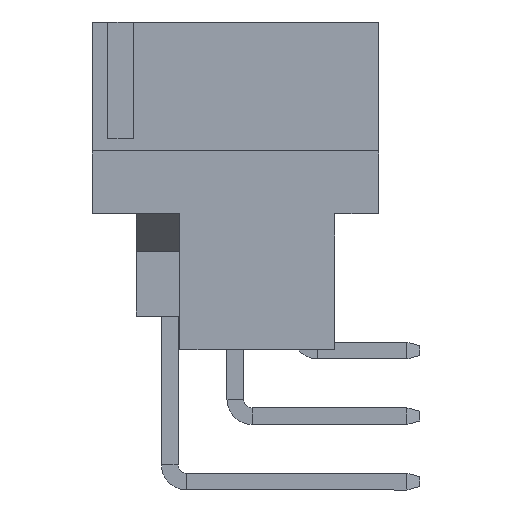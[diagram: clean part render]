
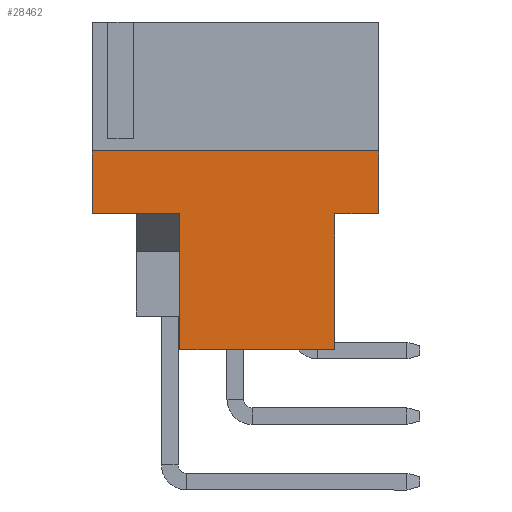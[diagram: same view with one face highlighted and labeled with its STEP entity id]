
A CAD part, left-side view. The second image highlights one B-rep face of the part: STEP entity #28462.
In plain terms, the highlighted face is planar.
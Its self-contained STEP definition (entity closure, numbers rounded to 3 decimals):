
#372 = VECTOR ( 'NONE', #28990, 1000. ) ;
#692 = CARTESIAN_POINT ( 'NONE',  ( 27., -1.7, -1.47 ) ) ;
#1058 = VERTEX_POINT ( 'NONE', #16535 ) ;
#1392 = ORIENTED_EDGE ( 'NONE', *, *, #8014, .F. ) ;
#1425 = EDGE_CURVE ( 'NONE', #32309, #9946, #21411, .T. ) ;
#1559 = VECTOR ( 'NONE', #29351, 1000. ) ;
#1964 = DIRECTION ( 'NONE',  ( -1., 0., 0. ) ) ;
#2206 = ORIENTED_EDGE ( 'NONE', *, *, #27534, .F. ) ;
#2607 = CARTESIAN_POINT ( 'NONE',  ( 27., 9.4, -1.47 ) ) ;
#2876 = CARTESIAN_POINT ( 'NONE',  ( 27., 6., 3.79 ) ) ;
#3887 = VECTOR ( 'NONE', #16982, 1000. ) ;
#4690 = VECTOR ( 'NONE', #13729, 1000. ) ;
#5197 = VECTOR ( 'NONE', #22710, 1000. ) ;
#6013 = EDGE_CURVE ( 'NONE', #7747, #1058, #25487, .T. ) ;
#7153 = AXIS2_PLACEMENT_3D ( 'NONE', #10213, #1964, #13411 ) ;
#7264 = PLANE ( 'NONE',  #7153 ) ;
#7747 = VERTEX_POINT ( 'NONE', #11540 ) ;
#7781 = DIRECTION ( 'NONE',  ( 0., -1., 0. ) ) ;
#7849 = VECTOR ( 'NONE', #14756, 1000. ) ;
#8014 = EDGE_CURVE ( 'NONE', #19734, #7747, #12141, .T. ) ;
#9292 = LINE ( 'NONE', #31658, #28646 ) ;
#9604 = ORIENTED_EDGE ( 'NONE', *, *, #6013, .F. ) ;
#9671 = CARTESIAN_POINT ( 'NONE',  ( 27., 9.4, -3.91 ) ) ;
#9946 = VERTEX_POINT ( 'NONE', #19391 ) ;
#10213 = CARTESIAN_POINT ( 'NONE',  ( 27., 9.4, -3.91 ) ) ;
#10740 = CARTESIAN_POINT ( 'NONE',  ( 27., 9.4, 3.79 ) ) ;
#10947 = LINE ( 'NONE', #692, #372 ) ;
#11540 = CARTESIAN_POINT ( 'NONE',  ( 27., 9.4, -3.91 ) ) ;
#12141 = LINE ( 'NONE', #9671, #1559 ) ;
#13411 = DIRECTION ( 'NONE',  ( 0., 0., 1. ) ) ;
#13729 = DIRECTION ( 'NONE',  ( 0., 1., 0. ) ) ;
#14756 = DIRECTION ( 'NONE',  ( 0., -1., 0. ) ) ;
#14759 = VECTOR ( 'NONE', #7781, 1000. ) ;
#15961 = EDGE_CURVE ( 'NONE', #32309, #31176, #31595, .T. ) ;
#16535 = CARTESIAN_POINT ( 'NONE',  ( 27., -1.7, -3.91 ) ) ;
#16982 = DIRECTION ( 'NONE',  ( 0., 0., -1. ) ) ;
#17983 = ORIENTED_EDGE ( 'NONE', *, *, #18037, .T. ) ;
#18037 = EDGE_CURVE ( 'NONE', #25232, #1058, #29843, .T. ) ;
#19216 = ORIENTED_EDGE ( 'NONE', *, *, #33343, .F. ) ;
#19391 = CARTESIAN_POINT ( 'NONE',  ( 27., 0., 3.79 ) ) ;
#19734 = VERTEX_POINT ( 'NONE', #2607 ) ;
#20011 = CARTESIAN_POINT ( 'NONE',  ( 27., 0., -1.47 ) ) ;
#20941 = DIRECTION ( 'NONE',  ( 0., 0., 1. ) ) ;
#20992 = ORIENTED_EDGE ( 'NONE', *, *, #1425, .T. ) ;
#21411 = LINE ( 'NONE', #10740, #14759 ) ;
#21780 = ORIENTED_EDGE ( 'NONE', *, *, #24478, .F. ) ;
#22710 = DIRECTION ( 'NONE',  ( 0., 0., -1. ) ) ;
#24098 = CARTESIAN_POINT ( 'NONE',  ( 27., -1.7, -1.47 ) ) ;
#24478 = EDGE_CURVE ( 'NONE', #35680, #9946, #9292, .T. ) ;
#24948 = CARTESIAN_POINT ( 'NONE',  ( 27., 9.4, -1.47 ) ) ;
#25232 = VERTEX_POINT ( 'NONE', #24098 ) ;
#25487 = LINE ( 'NONE', #26245, #7849 ) ;
#26245 = CARTESIAN_POINT ( 'NONE',  ( 27., 9.4, -3.91 ) ) ;
#26259 = CARTESIAN_POINT ( 'NONE',  ( 27., 6., 3.79 ) ) ;
#26528 = ORIENTED_EDGE ( 'NONE', *, *, #15961, .F. ) ;
#27534 = EDGE_CURVE ( 'NONE', #31176, #19734, #28489, .T. ) ;
#28195 = CARTESIAN_POINT ( 'NONE',  ( 27., -1.7, -3.91 ) ) ;
#28462 = ADVANCED_FACE ( 'NONE', ( #35445 ), #7264, .F. ) ;
#28489 = LINE ( 'NONE', #24948, #4690 ) ;
#28646 = VECTOR ( 'NONE', #20941, 1000. ) ;
#28990 = DIRECTION ( 'NONE',  ( 0., 1., 0. ) ) ;
#29351 = DIRECTION ( 'NONE',  ( 0., 0., -1. ) ) ;
#29843 = LINE ( 'NONE', #28195, #3887 ) ;
#31176 = VERTEX_POINT ( 'NONE', #31385 ) ;
#31385 = CARTESIAN_POINT ( 'NONE',  ( 27., 6., -1.47 ) ) ;
#31595 = LINE ( 'NONE', #2876, #5197 ) ;
#31658 = CARTESIAN_POINT ( 'NONE',  ( 27., 0., 3.79 ) ) ;
#32309 = VERTEX_POINT ( 'NONE', #26259 ) ;
#33343 = EDGE_CURVE ( 'NONE', #25232, #35680, #10947, .T. ) ;
#35445 = FACE_OUTER_BOUND ( 'NONE', #35760, .T. ) ;
#35680 = VERTEX_POINT ( 'NONE', #20011 ) ;
#35760 = EDGE_LOOP ( 'NONE', ( #1392, #2206, #26528, #20992, #21780, #19216, #17983, #9604 ) ) ;
